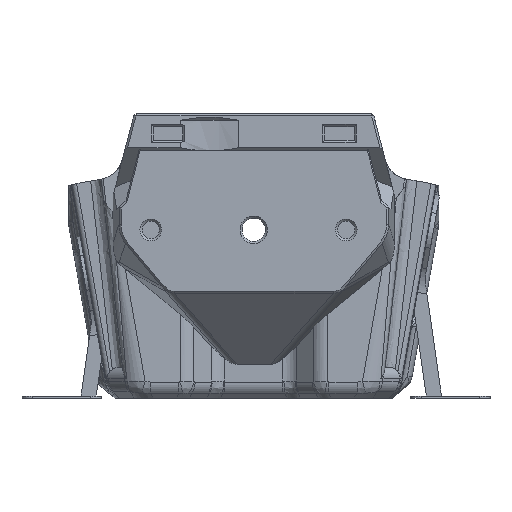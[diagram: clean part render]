
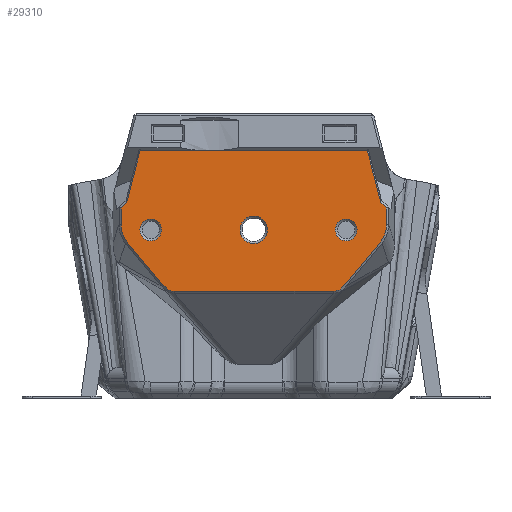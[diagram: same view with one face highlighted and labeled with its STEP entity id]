
A CAD part, front view. The second image highlights one B-rep face of the part: STEP entity #29310.
In plain terms, the highlighted planar face has unit normal (0, -1, 0).
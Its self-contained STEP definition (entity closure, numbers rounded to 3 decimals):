
#897=B_SPLINE_CURVE_WITH_KNOTS('',3,(#41855,#41856,#41857,#41858),
 .UNSPECIFIED.,.F.,.F.,(4,4),(0.,0.004),.UNSPECIFIED.);
#898=B_SPLINE_CURVE_WITH_KNOTS('',3,(#41862,#41863,#41864,#41865),
 .UNSPECIFIED.,.F.,.F.,(4,4),(0.,0.002),.UNSPECIFIED.);
#899=B_SPLINE_CURVE_WITH_KNOTS('',3,(#41867,#41868,#41869,#41870),
 .UNSPECIFIED.,.F.,.F.,(4,4),(0.,0.001),.UNSPECIFIED.);
#900=B_SPLINE_CURVE_WITH_KNOTS('',3,(#41874,#41875,#41876,#41877),
 .UNSPECIFIED.,.F.,.F.,(4,4),(0.,0.001),.UNSPECIFIED.);
#901=B_SPLINE_CURVE_WITH_KNOTS('',3,(#41879,#41880,#41881,#41882),
 .UNSPECIFIED.,.F.,.F.,(4,4),(0.,0.002),
 .UNSPECIFIED.);
#902=B_SPLINE_CURVE_WITH_KNOTS('',3,(#41886,#41887,#41888,#41889),
 .UNSPECIFIED.,.F.,.F.,(4,4),(0.017,0.02),
 .UNSPECIFIED.);
#1724=CIRCLE('',#31120,2.05);
#1725=CIRCLE('',#31121,2.6);
#1726=CIRCLE('',#31122,2.05);
#3034=ORIENTED_EDGE('',*,*,#12204,.T.);
#3035=ORIENTED_EDGE('',*,*,#12205,.T.);
#3036=ORIENTED_EDGE('',*,*,#12206,.T.);
#3037=ORIENTED_EDGE('',*,*,#12154,.T.);
#3038=ORIENTED_EDGE('',*,*,#12131,.T.);
#3039=ORIENTED_EDGE('',*,*,#12207,.F.);
#3040=ORIENTED_EDGE('',*,*,#12208,.F.);
#3041=ORIENTED_EDGE('',*,*,#12209,.T.);
#3042=ORIENTED_EDGE('',*,*,#12210,.F.);
#3043=ORIENTED_EDGE('',*,*,#12211,.F.);
#3044=ORIENTED_EDGE('',*,*,#12212,.F.);
#3045=ORIENTED_EDGE('',*,*,#12213,.F.);
#3046=ORIENTED_EDGE('',*,*,#12214,.F.);
#3047=ORIENTED_EDGE('',*,*,#12215,.T.);
#3048=ORIENTED_EDGE('',*,*,#12216,.T.);
#3049=ORIENTED_EDGE('',*,*,#12217,.T.);
#3050=ORIENTED_EDGE('',*,*,#12218,.T.);
#3051=ORIENTED_EDGE('',*,*,#12219,.F.);
#3052=ORIENTED_EDGE('',*,*,#12220,.T.);
#3053=ORIENTED_EDGE('',*,*,#12221,.T.);
#12131=EDGE_CURVE('',#16719,#16718,#19656,.T.);
#12154=EDGE_CURVE('',#16740,#16719,#19675,.T.);
#12204=EDGE_CURVE('',#16786,#16786,#1724,.T.);
#12205=EDGE_CURVE('',#16787,#16787,#1725,.F.);
#12206=EDGE_CURVE('',#16788,#16740,#19714,.T.);
#12207=EDGE_CURVE('',#16789,#16718,#19715,.T.);
#12208=EDGE_CURVE('',#16790,#16789,#19716,.T.);
#12209=EDGE_CURVE('',#16790,#16791,#19717,.F.);
#12210=EDGE_CURVE('',#16792,#16791,#897,.T.);
#12211=EDGE_CURVE('',#16793,#16792,#19718,.T.);
#12212=EDGE_CURVE('',#16794,#16793,#898,.T.);
#12213=EDGE_CURVE('',#16795,#16794,#899,.T.);
#12214=EDGE_CURVE('',#16796,#16795,#19719,.T.);
#12215=EDGE_CURVE('',#16796,#16797,#900,.T.);
#12216=EDGE_CURVE('',#16797,#16798,#901,.T.);
#12217=EDGE_CURVE('',#16798,#16799,#19720,.T.);
#12218=EDGE_CURVE('',#16799,#16800,#902,.T.);
#12219=EDGE_CURVE('',#16801,#16800,#19721,.F.);
#12220=EDGE_CURVE('',#16801,#16788,#19722,.T.);
#12221=EDGE_CURVE('',#16802,#16802,#1726,.T.);
#16718=VERTEX_POINT('',#41672);
#16719=VERTEX_POINT('',#41674);
#16740=VERTEX_POINT('',#41721);
#16786=VERTEX_POINT('',#41844);
#16787=VERTEX_POINT('',#41846);
#16788=VERTEX_POINT('',#41848);
#16789=VERTEX_POINT('',#41850);
#16790=VERTEX_POINT('',#41852);
#16791=VERTEX_POINT('',#41854);
#16792=VERTEX_POINT('',#41859);
#16793=VERTEX_POINT('',#41861);
#16794=VERTEX_POINT('',#41866);
#16795=VERTEX_POINT('',#41871);
#16796=VERTEX_POINT('',#41873);
#16797=VERTEX_POINT('',#41878);
#16798=VERTEX_POINT('',#41883);
#16799=VERTEX_POINT('',#41885);
#16800=VERTEX_POINT('',#41890);
#16801=VERTEX_POINT('',#41892);
#16802=VERTEX_POINT('',#41895);
#19656=LINE('',#41673,#22182);
#19675=LINE('',#41720,#22201);
#19714=LINE('',#41847,#22240);
#19715=LINE('',#41849,#22241);
#19716=LINE('',#41851,#22242);
#19717=LINE('',#41853,#22243);
#19718=LINE('',#41860,#22244);
#19719=LINE('',#41872,#22245);
#19720=LINE('',#41884,#22246);
#19721=LINE('',#41891,#22247);
#19722=LINE('',#41893,#22248);
#22182=VECTOR('',#33787,1000.);
#22201=VECTOR('',#33820,1000.);
#22240=VECTOR('',#33885,1000.);
#22241=VECTOR('',#33886,1000.);
#22242=VECTOR('',#33887,1000.);
#22243=VECTOR('',#33888,1000.);
#22244=VECTOR('',#33889,1000.);
#22245=VECTOR('',#33890,1000.);
#22246=VECTOR('',#33891,1000.);
#22247=VECTOR('',#33892,1000.);
#22248=VECTOR('',#33893,1000.);
#24715=EDGE_LOOP('',(#3034));
#24716=EDGE_LOOP('',(#3035));
#24717=EDGE_LOOP('',(#3036,#3037,#3038,#3039,#3040,#3041,#3042,#3043,#3044,
#3045,#3046,#3047,#3048,#3049,#3050,#3051,#3052));
#24718=EDGE_LOOP('',(#3053));
#26578=FACE_BOUND('',#24715,.T.);
#26579=FACE_BOUND('',#24716,.T.);
#26580=FACE_BOUND('',#24717,.T.);
#26581=FACE_BOUND('',#24718,.T.);
#28437=PLANE('',#31119);
#29310=ADVANCED_FACE('',(#26578,#26579,#26580,#26581),#28437,.T.);
#31119=AXIS2_PLACEMENT_3D('',#41842,#33879,#33880);
#31120=AXIS2_PLACEMENT_3D('',#41843,#33881,#33882);
#31121=AXIS2_PLACEMENT_3D('',#41845,#33883,#33884);
#31122=AXIS2_PLACEMENT_3D('',#41894,#33894,#33895);
#33787=DIRECTION('',(-1.,0.,0.));
#33820=DIRECTION('',(-1.,0.,0.));
#33879=DIRECTION('',(0.,-1.,0.));
#33880=DIRECTION('',(1.,0.,0.));
#33881=DIRECTION('',(0.,1.,0.));
#33882=DIRECTION('',(0.,0.,1.));
#33883=DIRECTION('',(0.,-1.,0.));
#33884=DIRECTION('',(0.,0.,-1.));
#33885=DIRECTION('',(-0.25,0.,0.968));
#33886=DIRECTION('',(0.25,0.,0.968));
#33887=DIRECTION('',(0.714,0.,0.7));
#33888=DIRECTION('',(0.,0.,1.));
#33889=DIRECTION('',(-0.643,0.,0.766));
#33890=DIRECTION('',(-1.,0.,0.));
#33891=DIRECTION('',(0.643,0.,0.766));
#33892=DIRECTION('',(0.,0.,1.));
#33893=DIRECTION('',(-0.714,0.,0.7));
#33894=DIRECTION('',(0.,1.,0.));
#33895=DIRECTION('',(0.,0.,1.));
#41672=CARTESIAN_POINT('',(-21.524,-30.914,46.796));
#41673=CARTESIAN_POINT('',(21.765,-30.914,46.796));
#41674=CARTESIAN_POINT('',(-8.4,-30.914,46.796));
#41720=CARTESIAN_POINT('',(21.765,-30.914,46.796));
#41721=CARTESIAN_POINT('',(21.524,-30.914,46.796));
#41842=CARTESIAN_POINT('',(0.,-30.914,33.146));
#41843=CARTESIAN_POINT('',(17.499,-30.914,31.853));
#41844=CARTESIAN_POINT('',(17.499,-30.914,33.903));
#41845=CARTESIAN_POINT('',(0.,-30.914,31.85));
#41846=CARTESIAN_POINT('',(0.,-30.914,29.25));
#41847=CARTESIAN_POINT('',(23.483,-30.914,39.22));
#41848=CARTESIAN_POINT('',(24.05,-30.914,37.028));
#41849=CARTESIAN_POINT('',(-23.525,-30.914,39.06));
#41850=CARTESIAN_POINT('',(-24.05,-30.914,37.028));
#41851=CARTESIAN_POINT('',(-13.808,-30.914,47.065));
#41852=CARTESIAN_POINT('',(-25.107,-30.914,35.993));
#41853=CARTESIAN_POINT('',(-25.107,-30.914,32.976));
#41854=CARTESIAN_POINT('',(-25.107,-30.914,32.789));
#41855=CARTESIAN_POINT('',(-23.973,-30.914,29.532));
#41856=CARTESIAN_POINT('',(-24.732,-30.914,30.438));
#41857=CARTESIAN_POINT('',(-25.107,-30.914,31.609));
#41858=CARTESIAN_POINT('',(-25.107,-30.914,32.789));
#41859=CARTESIAN_POINT('',(-23.973,-30.914,29.532));
#41860=CARTESIAN_POINT('',(-15.763,-30.914,19.748));
#41861=CARTESIAN_POINT('',(-17.431,-30.914,21.735));
#41862=CARTESIAN_POINT('',(-16.377,-30.914,20.624));
#41863=CARTESIAN_POINT('',(-16.749,-30.914,20.974));
#41864=CARTESIAN_POINT('',(-17.102,-30.914,21.344));
#41865=CARTESIAN_POINT('',(-17.431,-30.914,21.735));
#41866=CARTESIAN_POINT('',(-16.377,-30.914,20.624));
#41867=CARTESIAN_POINT('',(-15.042,-30.914,20.209));
#41868=CARTESIAN_POINT('',(-15.517,-30.914,20.209));
#41869=CARTESIAN_POINT('',(-15.969,-30.914,20.384));
#41870=CARTESIAN_POINT('',(-16.377,-30.914,20.624));
#41871=CARTESIAN_POINT('',(-15.042,-30.914,20.209));
#41872=CARTESIAN_POINT('',(0.,-30.914,20.209));
#41873=CARTESIAN_POINT('',(15.042,-30.914,20.209));
#41874=CARTESIAN_POINT('',(15.042,-30.914,20.209));
#41875=CARTESIAN_POINT('',(15.517,-30.914,20.209));
#41876=CARTESIAN_POINT('',(15.969,-30.914,20.384));
#41877=CARTESIAN_POINT('',(16.377,-30.914,20.624));
#41878=CARTESIAN_POINT('',(16.377,-30.914,20.624));
#41879=CARTESIAN_POINT('',(16.377,-30.914,20.624));
#41880=CARTESIAN_POINT('',(16.749,-30.914,20.974));
#41881=CARTESIAN_POINT('',(17.102,-30.914,21.344));
#41882=CARTESIAN_POINT('',(17.431,-30.914,21.735));
#41883=CARTESIAN_POINT('',(17.431,-30.914,21.735));
#41884=CARTESIAN_POINT('',(15.763,-30.914,19.748));
#41885=CARTESIAN_POINT('',(23.973,-30.914,29.532));
#41886=CARTESIAN_POINT('',(23.973,-30.914,29.532));
#41887=CARTESIAN_POINT('',(24.733,-30.914,30.439));
#41888=CARTESIAN_POINT('',(25.107,-30.914,31.616));
#41889=CARTESIAN_POINT('',(25.107,-30.914,32.789));
#41890=CARTESIAN_POINT('',(25.107,-30.914,32.789));
#41891=CARTESIAN_POINT('',(25.107,-30.914,32.976));
#41892=CARTESIAN_POINT('',(25.107,-30.914,35.993));
#41893=CARTESIAN_POINT('',(13.808,-30.914,47.065));
#41894=CARTESIAN_POINT('',(-19.501,-30.914,31.853));
#41895=CARTESIAN_POINT('',(-19.501,-30.914,33.903));
